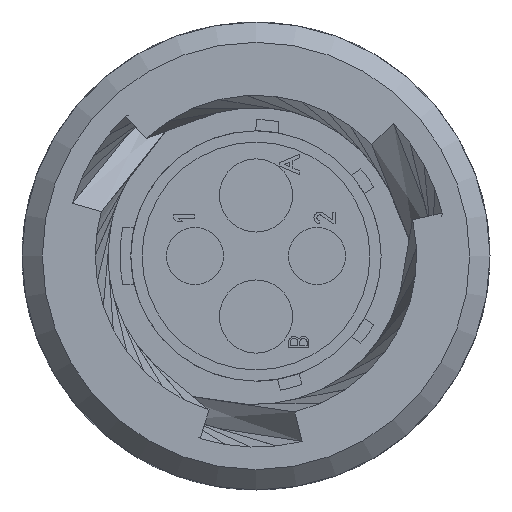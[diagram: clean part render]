
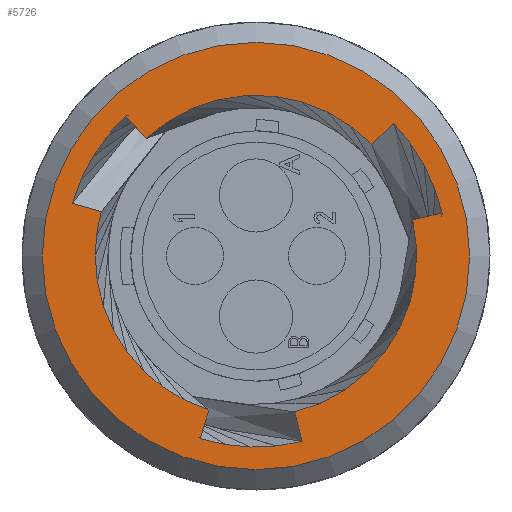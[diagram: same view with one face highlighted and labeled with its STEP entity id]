
A CAD part, left-side view. The second image highlights one B-rep face of the part: STEP entity #5726.
In plain terms, the highlighted planar face has unit normal (-1, 0, 0).
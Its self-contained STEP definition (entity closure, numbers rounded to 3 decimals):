
#261=B_SPLINE_CURVE_WITH_KNOTS('',3,(#9190,#9191,#9192,#9193),
 .UNSPECIFIED.,.F.,.F.,(4,4),(0.,1.),.UNSPECIFIED.);
#372=LINE('',#9165,#858);
#373=LINE('',#9170,#859);
#374=LINE('',#9174,#860);
#375=LINE('',#9178,#861);
#376=LINE('',#9182,#862);
#377=LINE('',#9186,#863);
#858=VECTOR('',#7028,1000.);
#859=VECTOR('',#7031,1000.);
#860=VECTOR('',#7034,1000.);
#861=VECTOR('',#7037,1000.);
#862=VECTOR('',#7040,1000.);
#863=VECTOR('',#7043,1000.);
#1565=ORIENTED_EDGE('',*,*,#3271,.F.);
#1566=ORIENTED_EDGE('',*,*,#3272,.T.);
#1567=ORIENTED_EDGE('',*,*,#3273,.T.);
#1568=ORIENTED_EDGE('',*,*,#3274,.T.);
#1569=ORIENTED_EDGE('',*,*,#3275,.T.);
#1570=ORIENTED_EDGE('',*,*,#3276,.T.);
#1571=ORIENTED_EDGE('',*,*,#3277,.T.);
#1572=ORIENTED_EDGE('',*,*,#3278,.T.);
#1573=ORIENTED_EDGE('',*,*,#3279,.T.);
#1574=ORIENTED_EDGE('',*,*,#3280,.T.);
#1575=ORIENTED_EDGE('',*,*,#3281,.T.);
#1576=ORIENTED_EDGE('',*,*,#3282,.T.);
#1577=ORIENTED_EDGE('',*,*,#3283,.T.);
#1578=ORIENTED_EDGE('',*,*,#3284,.T.);
#3271=EDGE_CURVE('',#4114,#4114,#4573,.T.);
#3272=EDGE_CURVE('',#4115,#4116,#372,.T.);
#3273=EDGE_CURVE('',#4116,#4117,#4574,.T.);
#3274=EDGE_CURVE('',#4117,#4118,#373,.T.);
#3275=EDGE_CURVE('',#4118,#4119,#4575,.T.);
#3276=EDGE_CURVE('',#4119,#4120,#374,.T.);
#3277=EDGE_CURVE('',#4120,#4121,#4576,.T.);
#3278=EDGE_CURVE('',#4121,#4122,#375,.T.);
#3279=EDGE_CURVE('',#4122,#4123,#4577,.T.);
#3280=EDGE_CURVE('',#4123,#4124,#376,.T.);
#3281=EDGE_CURVE('',#4124,#4125,#4578,.T.);
#3282=EDGE_CURVE('',#4125,#4126,#377,.T.);
#3283=EDGE_CURVE('',#4126,#4127,#4579,.T.);
#3284=EDGE_CURVE('',#4127,#4115,#261,.T.);
#4114=VERTEX_POINT('',#9164);
#4115=VERTEX_POINT('',#9166);
#4116=VERTEX_POINT('',#9167);
#4117=VERTEX_POINT('',#9169);
#4118=VERTEX_POINT('',#9171);
#4119=VERTEX_POINT('',#9173);
#4120=VERTEX_POINT('',#9175);
#4121=VERTEX_POINT('',#9177);
#4122=VERTEX_POINT('',#9179);
#4123=VERTEX_POINT('',#9181);
#4124=VERTEX_POINT('',#9183);
#4125=VERTEX_POINT('',#9185);
#4126=VERTEX_POINT('',#9187);
#4127=VERTEX_POINT('',#9189);
#4573=CIRCLE('',#6197,10.5);
#4574=CIRCLE('',#6198,9.39);
#4575=CIRCLE('',#6199,7.9);
#4576=CIRCLE('',#6200,9.39);
#4577=CIRCLE('',#6201,7.9);
#4578=CIRCLE('',#6202,9.39);
#4579=CIRCLE('',#6203,7.9);
#4764=EDGE_LOOP('',(#1565));
#4765=EDGE_LOOP('',(#1566,#1567,#1568,#1569,#1570,#1571,#1572,#1573,#1574,
#1575,#1576,#1577,#1578));
#5168=FACE_BOUND('',#4764,.T.);
#5169=FACE_BOUND('',#4765,.T.);
#5542=PLANE('',#6196);
#5726=ADVANCED_FACE('',(#5168,#5169),#5542,.F.);
#6196=AXIS2_PLACEMENT_3D('',#9162,#7024,#7025);
#6197=AXIS2_PLACEMENT_3D('',#9163,#7026,#7027);
#6198=AXIS2_PLACEMENT_3D('',#9168,#7029,#7030);
#6199=AXIS2_PLACEMENT_3D('',#9172,#7032,#7033);
#6200=AXIS2_PLACEMENT_3D('',#9176,#7035,#7036);
#6201=AXIS2_PLACEMENT_3D('',#9180,#7038,#7039);
#6202=AXIS2_PLACEMENT_3D('',#9184,#7041,#7042);
#6203=AXIS2_PLACEMENT_3D('',#9188,#7044,#7045);
#7024=DIRECTION('',(1.,0.,0.));
#7025=DIRECTION('',(0.,0.,-1.));
#7026=DIRECTION('',(1.,0.,0.));
#7027=DIRECTION('',(0.,0.,-1.));
#7028=DIRECTION('',(0.,0.961,0.276));
#7029=DIRECTION('',(1.,0.,0.));
#7030=DIRECTION('',(0.,0.,-1.));
#7031=DIRECTION('',(0.,-0.682,-0.731));
#7032=DIRECTION('',(1.,0.,0.));
#7033=DIRECTION('',(0.,0.,-1.));
#7034=DIRECTION('',(0.,-0.719,0.695));
#7035=DIRECTION('',(1.,0.,0.));
#7036=DIRECTION('',(0.,0.,-1.));
#7037=DIRECTION('',(0.,0.974,-0.225));
#7038=DIRECTION('',(1.,0.,0.));
#7039=DIRECTION('',(0.,0.,-1.));
#7040=DIRECTION('',(0.,-0.242,-0.97));
#7041=DIRECTION('',(1.,0.,0.));
#7042=DIRECTION('',(0.,0.,-1.));
#7043=DIRECTION('',(0.,-0.292,0.956));
#7044=DIRECTION('',(1.,0.,0.));
#7045=DIRECTION('',(0.,0.,-1.));
#9162=CARTESIAN_POINT('',(0.,0.,0.));
#9163=CARTESIAN_POINT('',(0.,0.,0.));
#9164=CARTESIAN_POINT('',(0.,0.,-10.5));
#9165=CARTESIAN_POINT('',(0.,7.594,2.178));
#9166=CARTESIAN_POINT('',(0.,7.594,2.178));
#9167=CARTESIAN_POINT('',(0.,9.026,2.588));
#9168=CARTESIAN_POINT('',(0.,0.,0.));
#9169=CARTESIAN_POINT('',(0.,6.404,6.867));
#9170=CARTESIAN_POINT('',(0.,6.404,6.867));
#9171=CARTESIAN_POINT('',(0.,5.388,5.778));
#9172=CARTESIAN_POINT('',(0.,0.,0.));
#9173=CARTESIAN_POINT('',(0.,-5.683,5.488));
#9174=CARTESIAN_POINT('',(0.,-5.683,5.488));
#9175=CARTESIAN_POINT('',(0.,-6.755,6.523));
#9176=CARTESIAN_POINT('',(0.,0.,0.));
#9177=CARTESIAN_POINT('',(0.,-9.149,2.112));
#9178=CARTESIAN_POINT('',(0.,-9.149,2.112));
#9179=CARTESIAN_POINT('',(0.,-7.698,1.777));
#9180=CARTESIAN_POINT('',(0.,0.,0.));
#9181=CARTESIAN_POINT('',(0.,-1.911,-7.665));
#9182=CARTESIAN_POINT('',(0.,-1.911,-7.665));
#9183=CARTESIAN_POINT('',(0.,-2.272,-9.111));
#9184=CARTESIAN_POINT('',(0.,0.,0.));
#9185=CARTESIAN_POINT('',(0.,2.745,-8.98));
#9186=CARTESIAN_POINT('',(0.,2.745,-8.98));
#9187=CARTESIAN_POINT('',(0.,2.31,-7.555));
#9188=CARTESIAN_POINT('',(0.,0.,0.));
#9189=CARTESIAN_POINT('',(0.,7.898,0.));
#9190=CARTESIAN_POINT('',(0.,7.894,0.));
#9191=CARTESIAN_POINT('',(0.,7.896,0.747));
#9192=CARTESIAN_POINT('',(0.,7.796,1.473));
#9193=CARTESIAN_POINT('',(0.,7.594,2.178));
